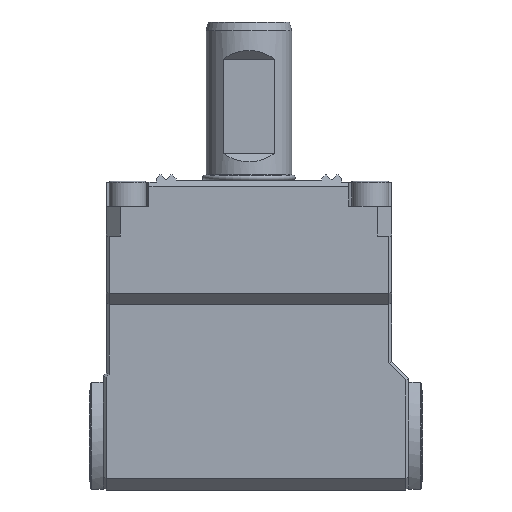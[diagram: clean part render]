
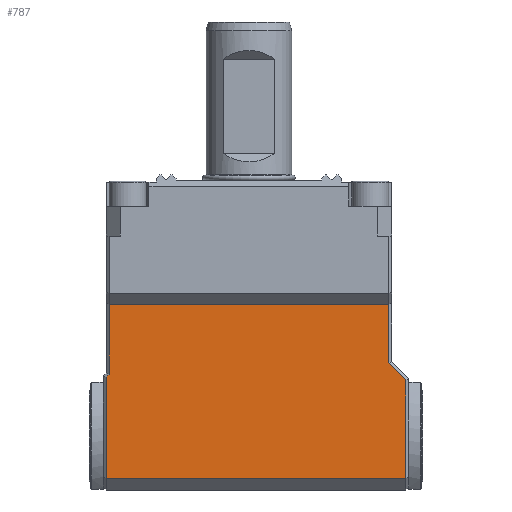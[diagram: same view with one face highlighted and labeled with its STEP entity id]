
A CAD part, front view. The second image highlights one B-rep face of the part: STEP entity #787.
In plain terms, the highlighted planar face has unit normal (0, -1, 0).
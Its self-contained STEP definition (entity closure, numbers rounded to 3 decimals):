
#186=LINE('',#4519,#454);
#189=LINE('',#4526,#457);
#211=LINE('',#4571,#479);
#212=LINE('',#4573,#480);
#213=LINE('',#4575,#481);
#214=LINE('',#4577,#482);
#215=LINE('',#4578,#483);
#216=LINE('',#4579,#484);
#454=VECTOR('',#3285,1.);
#457=VECTOR('',#3290,1.);
#479=VECTOR('',#3322,1.);
#480=VECTOR('',#3325,1.);
#481=VECTOR('',#3326,1.);
#482=VECTOR('',#3327,1.);
#483=VECTOR('',#3328,1.);
#484=VECTOR('',#3329,1.);
#787=ADVANCED_FACE('',(#1041),#921,.T.);
#921=PLANE('',#2836);
#1041=FACE_OUTER_BOUND('',#1211,.T.);
#1211=EDGE_LOOP('',(#1658,#1659,#1660,#1661,#1662,#1663,#1664,#1665));
#1658=ORIENTED_EDGE('',*,*,#2491,.T.);
#1659=ORIENTED_EDGE('',*,*,#2492,.T.);
#1660=ORIENTED_EDGE('',*,*,#2493,.T.);
#1661=ORIENTED_EDGE('',*,*,#2494,.T.);
#1662=ORIENTED_EDGE('',*,*,#2469,.T.);
#1663=ORIENTED_EDGE('',*,*,#2495,.T.);
#1664=ORIENTED_EDGE('',*,*,#2466,.T.);
#1665=ORIENTED_EDGE('',*,*,#2496,.T.);
#2178=VERTEX_POINT('',#4518);
#2179=VERTEX_POINT('',#4520);
#2181=VERTEX_POINT('',#4525);
#2182=VERTEX_POINT('',#4527);
#2196=VERTEX_POINT('',#4565);
#2199=VERTEX_POINT('',#4570);
#2200=VERTEX_POINT('',#4574);
#2201=VERTEX_POINT('',#4576);
#2466=EDGE_CURVE('',#2179,#2178,#186,.T.);
#2469=EDGE_CURVE('',#2182,#2181,#189,.T.);
#2491=EDGE_CURVE('',#2196,#2199,#211,.T.);
#2492=EDGE_CURVE('',#2199,#2200,#212,.T.);
#2493=EDGE_CURVE('',#2200,#2201,#213,.T.);
#2494=EDGE_CURVE('',#2201,#2182,#214,.T.);
#2495=EDGE_CURVE('',#2181,#2179,#215,.T.);
#2496=EDGE_CURVE('',#2178,#2196,#216,.T.);
#2836=AXIS2_PLACEMENT_3D('',#4580,#3330,#3331);
#3285=DIRECTION('',(1.,0.,0.));
#3290=DIRECTION('',(-0.707,0.,-0.707));
#3322=DIRECTION('',(-0.707,0.,0.707));
#3325=DIRECTION('',(0.,0.,1.));
#3326=DIRECTION('',(-1.,0.,0.));
#3327=DIRECTION('',(0.,0.,-1.));
#3328=DIRECTION('',(0.,0.,-1.));
#3329=DIRECTION('',(0.,0.,1.));
#3330=DIRECTION('',(0.,-1.,0.));
#3331=DIRECTION('',(0.,0.,-1.));
#4518=CARTESIAN_POINT('',(55.,-28.,-105.));
#4519=CARTESIAN_POINT('',(219.563,-28.,-105.));
#4520=CARTESIAN_POINT('',(-50.,-28.,-105.));
#4525=CARTESIAN_POINT('',(-50.,-28.,-69.414));
#4526=CARTESIAN_POINT('',(-50.293,-28.,-69.707));
#4527=CARTESIAN_POINT('',(-49.,-28.,-68.414));
#4565=CARTESIAN_POINT('',(55.,-28.,-70.414));
#4570=CARTESIAN_POINT('',(49.,-28.,-64.414));
#4571=CARTESIAN_POINT('',(159.999,-28.,-175.414));
#4573=CARTESIAN_POINT('',(49.,-28.,-115.85));
#4574=CARTESIAN_POINT('',(49.,-28.,-44.));
#4575=CARTESIAN_POINT('',(219.563,-28.,-44.));
#4576=CARTESIAN_POINT('',(-49.,-28.,-44.));
#4577=CARTESIAN_POINT('',(-49.,-28.,-68.));
#4578=CARTESIAN_POINT('',(-50.,-28.,-115.85));
#4579=CARTESIAN_POINT('',(55.,-28.,-115.85));
#4580=CARTESIAN_POINT('',(219.563,-28.,-115.85));
